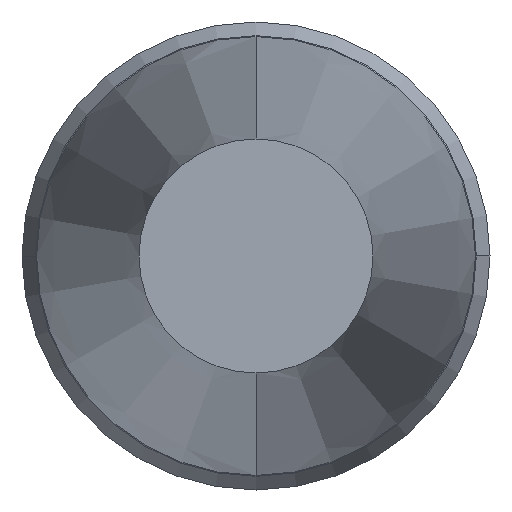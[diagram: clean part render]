
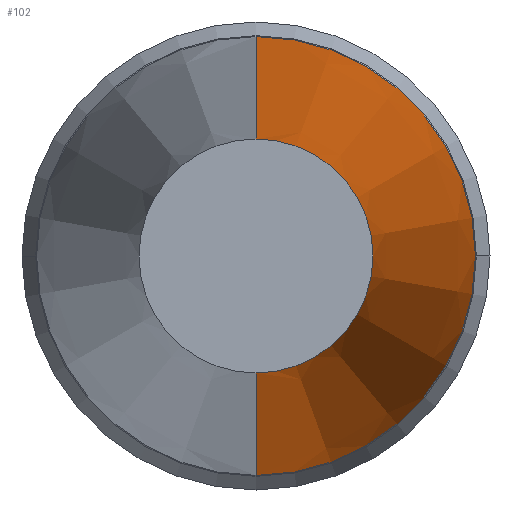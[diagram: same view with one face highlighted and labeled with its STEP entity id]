
A CAD part, front view. The second image highlights one B-rep face of the part: STEP entity #102.
In plain terms, the highlighted conical face has half-angle 5 degrees and reference radius 3.175 mm.
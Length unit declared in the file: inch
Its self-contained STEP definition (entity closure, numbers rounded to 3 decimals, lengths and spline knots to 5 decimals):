
#16 = EDGE_CURVE ( 'NONE', #253, #178, #418, .T. ) ;
#46 = LINE ( 'NONE', #330, #407 ) ;
#59 = EDGE_LOOP ( 'NONE', ( #90, #349, #165, #326 ) ) ;
#60 = CARTESIAN_POINT ( 'NONE',  ( 0., 0., 0. ) ) ;
#87 = DIRECTION ( 'NONE',  ( 0., 0., 1. ) ) ;
#90 = ORIENTED_EDGE ( 'NONE', *, *, #262, .F. ) ;
#102 = ADVANCED_FACE ( 'NONE', ( #423 ), #347, .T. ) ;
#112 = CARTESIAN_POINT ( 'NONE',  ( 0., 0., 0.125 ) ) ;
#146 = EDGE_CURVE ( 'NONE', #169, #178, #322, .T. ) ;
#149 = CARTESIAN_POINT ( 'NONE',  ( 0., 0., -0.125 ) ) ;
#165 = ORIENTED_EDGE ( 'NONE', *, *, #146, .T. ) ;
#169 = VERTEX_POINT ( 'NONE', #457 ) ;
#173 = DIRECTION ( 'NONE',  ( 0., -1., 0. ) ) ;
#176 = AXIS2_PLACEMENT_3D ( 'NONE', #302, #436, #441 ) ;
#178 = VERTEX_POINT ( 'NONE', #267 ) ;
#253 = VERTEX_POINT ( 'NONE', #379 ) ;
#262 = EDGE_CURVE ( 'NONE', #377, #253, #393, .T. ) ;
#267 = CARTESIAN_POINT ( 'NONE',  ( 0., 1.25, 0.23436 ) ) ;
#272 = AXIS2_PLACEMENT_3D ( 'NONE', #60, #173, #411 ) ;
#302 = CARTESIAN_POINT ( 'NONE',  ( 0., 1.25, 0. ) ) ;
#316 = AXIS2_PLACEMENT_3D ( 'NONE', #329, #427, #87 ) ;
#322 = CIRCLE ( 'NONE', #176, 0.23436 ) ;
#326 = ORIENTED_EDGE ( 'NONE', *, *, #16, .F. ) ;
#329 = CARTESIAN_POINT ( 'NONE',  ( 0., 0., 0. ) ) ;
#330 = CARTESIAN_POINT ( 'NONE',  ( 0., 0., -0.125 ) ) ;
#347 = CONICAL_SURFACE ( 'NONE', #316, 0.125, 0.087 ) ;
#349 = ORIENTED_EDGE ( 'NONE', *, *, #451, .T. ) ;
#377 = VERTEX_POINT ( 'NONE', #149 ) ;
#379 = CARTESIAN_POINT ( 'NONE',  ( 0., 0., 0.125 ) ) ;
#392 = DIRECTION ( 'NONE',  ( 0., 0.996, 0.087 ) ) ;
#393 = CIRCLE ( 'NONE', #272, 0.125 ) ;
#407 = VECTOR ( 'NONE', #426, 39.37008 ) ;
#411 = DIRECTION ( 'NONE',  ( 0., 0., -1. ) ) ;
#418 = LINE ( 'NONE', #112, #454 ) ;
#423 = FACE_OUTER_BOUND ( 'NONE', #59, .T. ) ;
#426 = DIRECTION ( 'NONE',  ( 0., 0.996, -0.087 ) ) ;
#427 = DIRECTION ( 'NONE',  ( 0., 1., 0. ) ) ;
#436 = DIRECTION ( 'NONE',  ( 0., -1., 0. ) ) ;
#441 = DIRECTION ( 'NONE',  ( 0., 0., -1. ) ) ;
#451 = EDGE_CURVE ( 'NONE', #377, #169, #46, .T. ) ;
#454 = VECTOR ( 'NONE', #392, 39.37008 ) ;
#457 = CARTESIAN_POINT ( 'NONE',  ( 0., 1.25, -0.23436 ) ) ;
